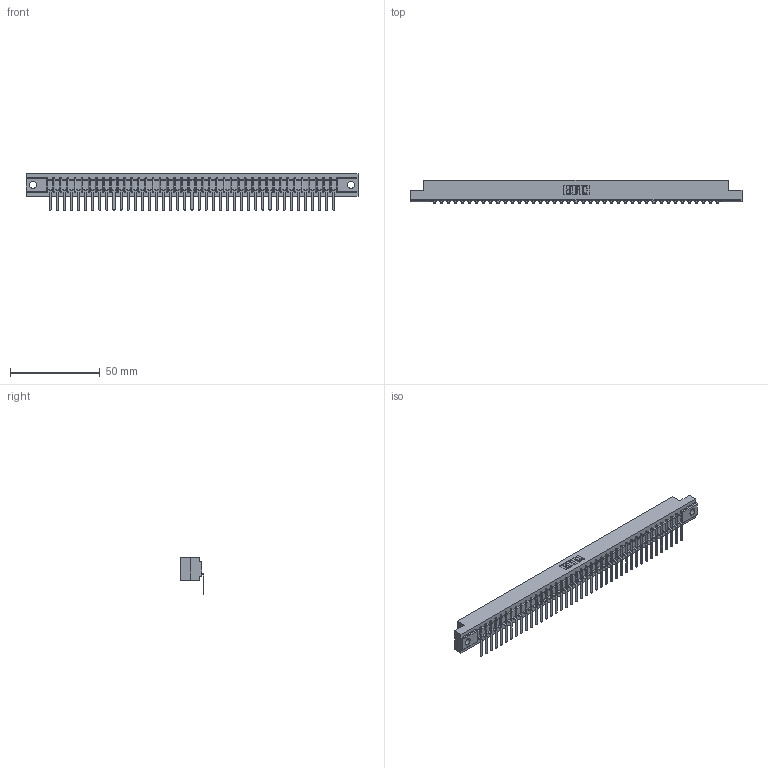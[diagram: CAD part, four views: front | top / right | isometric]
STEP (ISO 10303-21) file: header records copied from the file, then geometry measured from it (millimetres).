
FILE_DESCRIPTION (( 'STEP AP203' ), '1' );
FILE_NAME ('357-041-457-104.STEP', '2020-10-03T09:02:49', ( '' ), ( '' ), 'SwSTEP 2.0', 'SolidWorks 2020', '' );
FILE_SCHEMA (( 'CONFIG_CONTROL_DESIGN' ));
Length unit declared in the file: inch
Products named in the file (3): 357-041-457-104; 307-290-002_557; 307 Part_.156 Dia Mounting Holes
Assembly tree (42 placements, depth 2):
  357-041-457-104
    307 Part_.156 Dia Mounting Holes
    307-290-002_557  x41
Bounding box: 185.47 x 13.32 x 20.66 mm (x, y, z)
Volume: 19845 mm3; surface area: 25485.2 mm2
Topology: 42 solids, 42 shells, 3372 faces, 10363 edges, 6794 vertices
Faces by surface type: plane 2011, cylinder 1277, sphere 84
Entity records: 36544 total; most frequent: CARTESIAN_POINT 6170, ORIENTED_EDGE 6158, DIRECTION 5987, EDGE_CURVE 3079, LINE 2365, VECTOR 2365, VERTEX_POINT 1994, AXIS2_PLACEMENT_3D 1811
